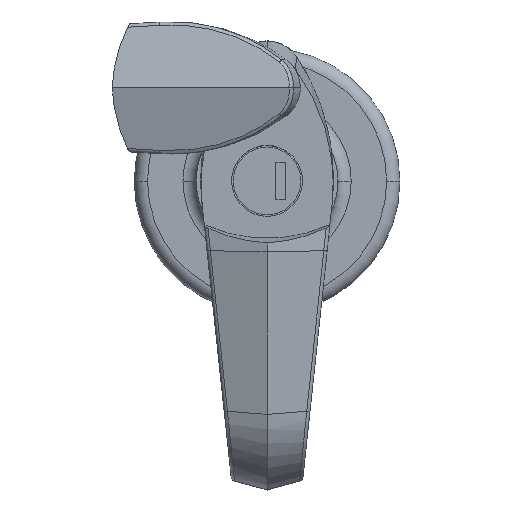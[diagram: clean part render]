
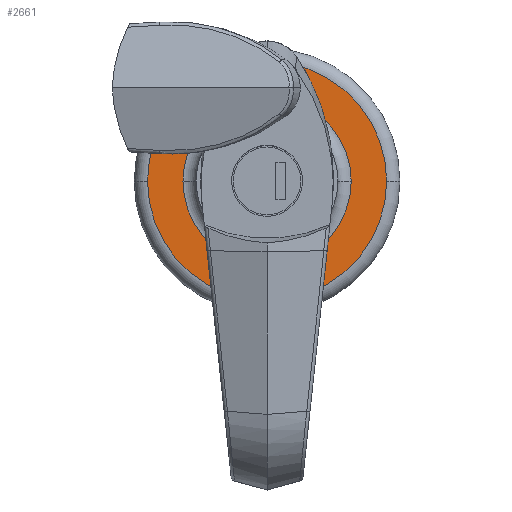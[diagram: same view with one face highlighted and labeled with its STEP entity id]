
A CAD part, top view. The second image highlights one B-rep face of the part: STEP entity #2661.
In plain terms, the highlighted planar face has unit normal (0, 0, 1).
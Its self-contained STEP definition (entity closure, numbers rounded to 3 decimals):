
#1882 = EDGE_LOOP ( 'NONE', ( #5555, #5554 ) ) ;
#1885 = EDGE_LOOP ( 'NONE', ( #5553, #5552 ) ) ;
#2030 = VERTEX_POINT ( 'NONE', #2673 ) ;
#2274 = CIRCLE ( 'NONE', #4287, 27. ) ;
#2275 = CIRCLE ( 'NONE', #4288, 19. ) ;
#2661 = ADVANCED_FACE ( 'NONE', ( #3605, #3608 ), #4723, .F. ) ;
#2673 = CARTESIAN_POINT ( 'NONE',  ( 27., 0., 5. ) ) ;
#3057 = CARTESIAN_POINT ( 'NONE',  ( -27., 0., 5. ) ) ;
#3605 = FACE_BOUND ( 'NONE', #1882, .T. ) ;
#3608 = FACE_OUTER_BOUND ( 'NONE', #1885, .T. ) ;
#3708 = CIRCLE ( 'NONE', #4372, 19. ) ;
#3724 = CIRCLE ( 'NONE', #4376, 27. ) ;
#4287 = AXIS2_PLACEMENT_3D ( 'NONE', #9176, #9177, #9178 ) ;
#4288 = AXIS2_PLACEMENT_3D ( 'NONE', #9180, #9181, #9182 ) ;
#4372 = AXIS2_PLACEMENT_3D ( 'NONE', #5484, #5485, #5486 ) ;
#4376 = AXIS2_PLACEMENT_3D ( 'NONE', #5507, #5508, #5509 ) ;
#4444 = VERTEX_POINT ( 'NONE', #3057 ) ;
#4723 = PLANE ( 'NONE',  #6104 ) ;
#4725 = DIRECTION ( 'NONE',  ( 0., 0., -1. ) ) ;
#4739 = CARTESIAN_POINT ( 'NONE',  ( 0., 16., 5. ) ) ;
#4792 = DIRECTION ( 'NONE',  ( -1., 0., 0. ) ) ;
#5484 = CARTESIAN_POINT ( 'NONE',  ( 0., 0., 5. ) ) ;
#5485 = DIRECTION ( 'NONE',  ( 0., 0., -1. ) ) ;
#5486 = DIRECTION ( 'NONE',  ( -1., 0., 0. ) ) ;
#5507 = CARTESIAN_POINT ( 'NONE',  ( 0., 0., 5. ) ) ;
#5508 = DIRECTION ( 'NONE',  ( 0., 0., 1. ) ) ;
#5509 = DIRECTION ( 'NONE',  ( -1., 0., 0. ) ) ;
#5552 = ORIENTED_EDGE ( 'NONE', *, *, #9038, .T. ) ;
#5553 = ORIENTED_EDGE ( 'NONE', *, *, #6870, .T. ) ;
#5554 = ORIENTED_EDGE ( 'NONE', *, *, #9028, .T. ) ;
#5555 = ORIENTED_EDGE ( 'NONE', *, *, #6871, .T. ) ;
#6104 = AXIS2_PLACEMENT_3D ( 'NONE', #4739, #4725, #4792 ) ;
#6870 = EDGE_CURVE ( 'NONE', #4444, #2030, #2274, .T. ) ;
#6871 = EDGE_CURVE ( 'NONE', #11107, #11110, #2275, .T. ) ;
#6917 = CARTESIAN_POINT ( 'NONE',  ( -19., 0., 5. ) ) ;
#6920 = CARTESIAN_POINT ( 'NONE',  ( 19., 0., 5. ) ) ;
#9028 = EDGE_CURVE ( 'NONE', #11110, #11107, #3708, .T. ) ;
#9038 = EDGE_CURVE ( 'NONE', #2030, #4444, #3724, .T. ) ;
#9176 = CARTESIAN_POINT ( 'NONE',  ( 0., 0., 5. ) ) ;
#9177 = DIRECTION ( 'NONE',  ( 0., 0., 1. ) ) ;
#9178 = DIRECTION ( 'NONE',  ( -1., 0., 0. ) ) ;
#9180 = CARTESIAN_POINT ( 'NONE',  ( 0., 0., 5. ) ) ;
#9181 = DIRECTION ( 'NONE',  ( 0., 0., -1. ) ) ;
#9182 = DIRECTION ( 'NONE',  ( -1., 0., 0. ) ) ;
#11107 = VERTEX_POINT ( 'NONE', #6917 ) ;
#11110 = VERTEX_POINT ( 'NONE', #6920 ) ;
